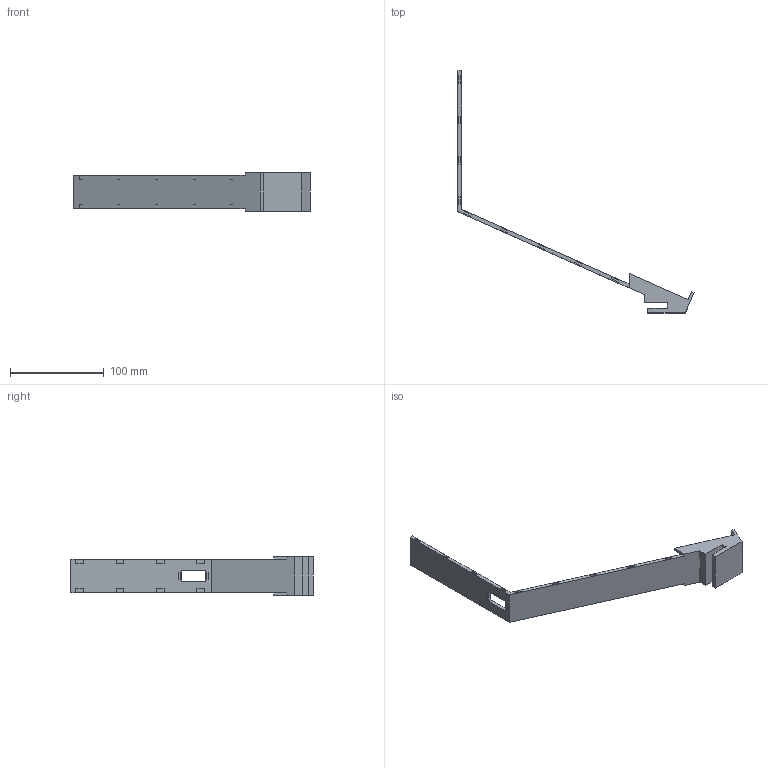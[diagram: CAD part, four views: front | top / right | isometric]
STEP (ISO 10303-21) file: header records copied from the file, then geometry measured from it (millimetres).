
FILE_DESCRIPTION(/* description */ (''),/* implementation_level */ '2;1');
FILE_NAME(/* name */ 'Parte 2 - Base.stp',/* time_stamp */ '2025-01-31T12:40:47-05:00',/* author */ ('sara_'),/* organization */ (''),/* preprocessor_version */ 'ST-DEVELOPER v19.2',/* originating_system */ 'Autodesk Inventor 2024',/* authorisation */ '');
FILE_SCHEMA (('AUTOMOTIVE_DESIGN { 1 0 10303 214 3 1 1 }'));
Length unit declared in the file: millimetre
Products named in the file (1): Parte 2 - Base
Bounding box: 252.31 x 258.22 x 41 mm (x, y, z)
Volume: 74558.5 mm3; surface area: 42708.4 mm2
Topology: 1 solids, 1 shells, 130 faces, 322 edges, 214 vertices
Faces by surface type: plane 128, cylinder 2
Entity records: 3821 total; most frequent: CARTESIAN_POINT 667, ORIENTED_EDGE 644, DIRECTION 588, EDGE_CURVE 322, LINE 318, VECTOR 318, VERTEX_POINT 214, EDGE_LOOP 152
